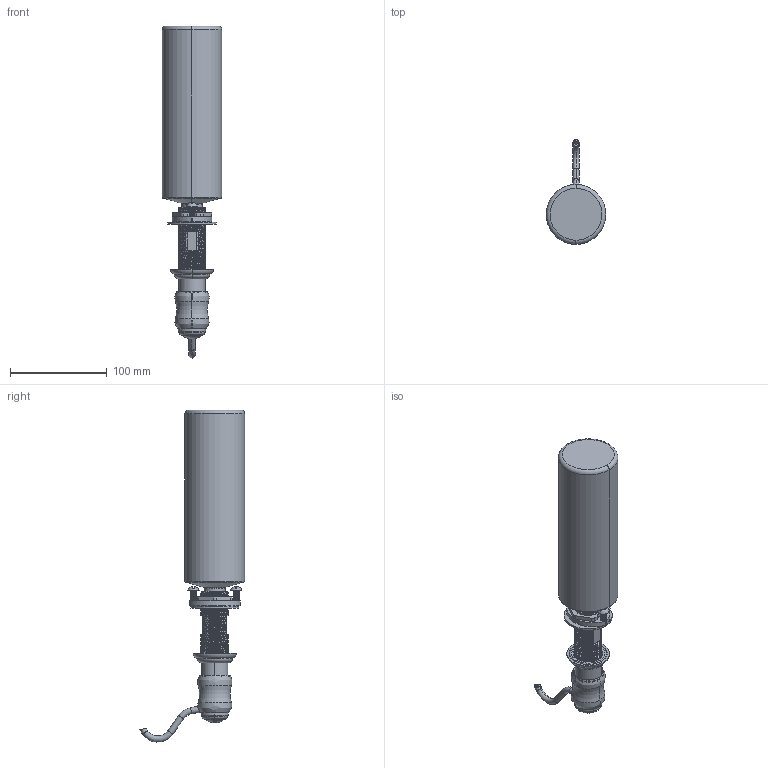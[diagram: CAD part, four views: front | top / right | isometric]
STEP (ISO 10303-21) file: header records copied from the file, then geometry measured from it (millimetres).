
FILE_DESCRIPTION((''),'2;1');
FILE_NAME('124_ASM','2024-12-09T10:46:02',('NSantos'),(''),'CREO PARAMETRIC BY PTC INC, 2023134','CREO PARAMETRIC BY PTC INC, 2023134','');
FILE_SCHEMA(('CONFIG_CONTROL_DESIGN'));
Products named in the file (1): 124_ASM
Bounding box: 61.75 x 108.83 x 343.87 mm (x, y, z)
Volume: 137385.5 mm3; surface area: 155700.4 mm2
Topology: 3 solids, 18 shells, 1152 faces, 2982 edges, 1889 vertices
Faces by surface type: cylinder 433, plane 253, bspline 198, torus 120, cone 90, sphere 41, extrusion 17
Entity records: 79717 total; most frequent: CARTESIAN_POINT 53302, ORIENTED_EDGE 5908, DIRECTION 4898, EDGE_CURVE 2972, AXIS2_PLACEMENT_3D 1960, VERTEX_POINT 1889, EDGE_LOOP 1227, FACE_OUTER_BOUND 1152
